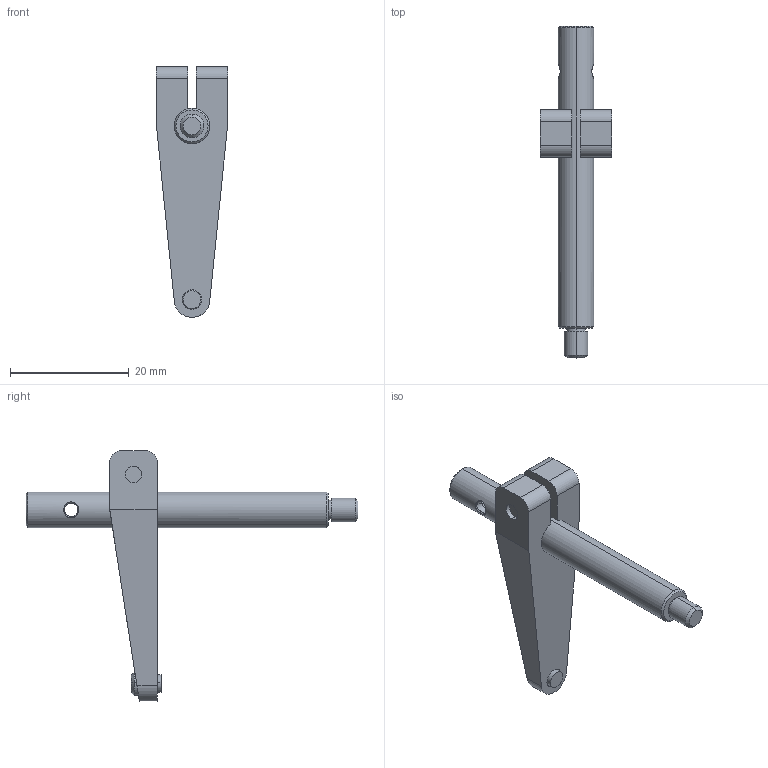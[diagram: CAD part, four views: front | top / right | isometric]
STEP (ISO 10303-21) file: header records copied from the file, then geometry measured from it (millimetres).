
FILE_DESCRIPTION (( 'STEP AP214' ), '1' );
FILE_NAME ('1.8.3.5_ZFJ-E_标准大号可调节压臂，M4螺纹接杆，A.STEP', '2020-09-05T08:33:51', ( '' ), ( '' ), 'SwSTEP 2.0', 'SolidWorks 2018', '' );
FILE_SCHEMA (( 'AUTOMOTIVE_DESIGN' ));
Length unit declared in the file: millimetre
Products named in the file (1): 1.8.3.5_ZFJ-E_标准大号可调节压臂，M4螺纹接杆，A
Bounding box: 12 x 56 x 42.3 mm (x, y, z)
Surface area: 2786.2 mm2 (no closed solid volume)
Topology: 0 solids, 5 shells, 81 faces, 205 edges, 132 vertices
Faces by surface type: plane 34, cylinder 25, cone 18, bspline 4
Entity records: 6143 total; most frequent: CARTESIAN_POINT 3309, DIRECTION 391, ORIENTED_EDGE 390, EDGE_CURVE 205, AXIS2_PLACEMENT_3D 148, VERTEX_POINT 132, VECTOR 95, LINE 95
